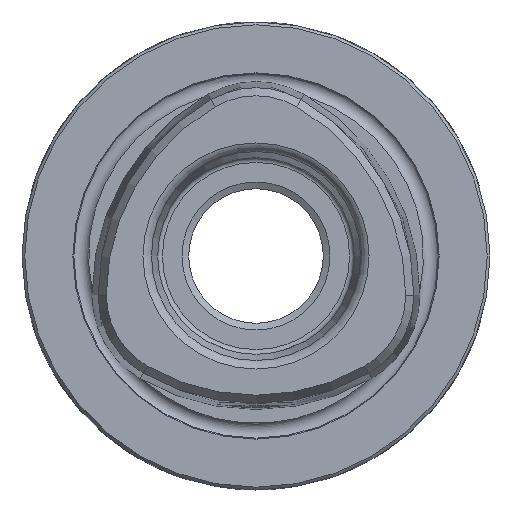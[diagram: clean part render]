
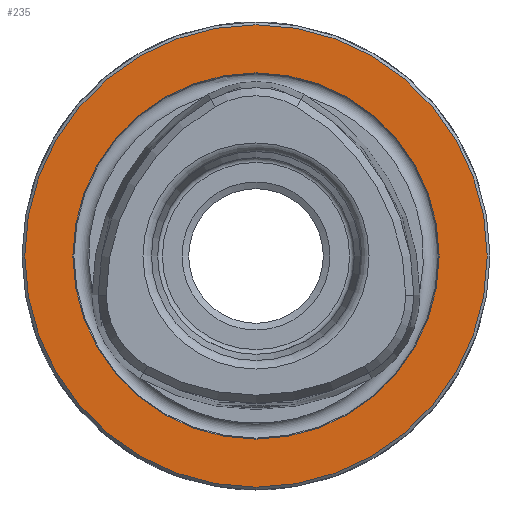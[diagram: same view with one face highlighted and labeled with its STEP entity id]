
A CAD part, left-side view. The second image highlights one B-rep face of the part: STEP entity #235.
In plain terms, the highlighted planar face has unit normal (-1, 0, 0).
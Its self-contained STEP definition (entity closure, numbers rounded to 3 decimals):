
#235 = ADVANCED_FACE( '', ( #530, #531 ), #532, .T. );
#530 = FACE_OUTER_BOUND( '', #881, .T. );
#531 = FACE_BOUND( '', #882, .T. );
#532 = PLANE( '', #883 );
#881 = EDGE_LOOP( '', ( #1445 ) );
#882 = EDGE_LOOP( '', ( #1446 ) );
#883 = AXIS2_PLACEMENT_3D( '', #1447, #1448, #1449 );
#1445 = ORIENTED_EDGE( '', *, *, #1971, .T. );
#1446 = ORIENTED_EDGE( '', *, *, #1946, .F. );
#1447 = CARTESIAN_POINT( '', ( 0., 0., 19.4 ) );
#1448 = DIRECTION( '', ( -1., 0., 0. ) );
#1449 = DIRECTION( '', ( 0., 0., 1. ) );
#1946 = EDGE_CURVE( '', #2323, #2323, #2324, .T. );
#1971 = EDGE_CURVE( '', #2356, #2356, #2357, .T. );
#2323 = VERTEX_POINT( '', #3347 );
#2324 = CIRCLE( '', #3348, 19.564 );
#2356 = VERTEX_POINT( '', #3472 );
#2357 = CIRCLE( '', #3473, 24.7 );
#3347 = CARTESIAN_POINT( '', ( 0., 0., 19.564 ) );
#3348 = AXIS2_PLACEMENT_3D( '', #3862, #3863, #3864 );
#3472 = CARTESIAN_POINT( '', ( 0., 0., 24.7 ) );
#3473 = AXIS2_PLACEMENT_3D( '', #3887, #3888, #3889 );
#3862 = CARTESIAN_POINT( '', ( 0., 0., 0. ) );
#3863 = DIRECTION( '', ( -1., 0., 0. ) );
#3864 = DIRECTION( '', ( 0., 0., 1. ) );
#3887 = CARTESIAN_POINT( '', ( 0., 0., 0. ) );
#3888 = DIRECTION( '', ( -1., 0., 0. ) );
#3889 = DIRECTION( '', ( 0., 0., 1. ) );
